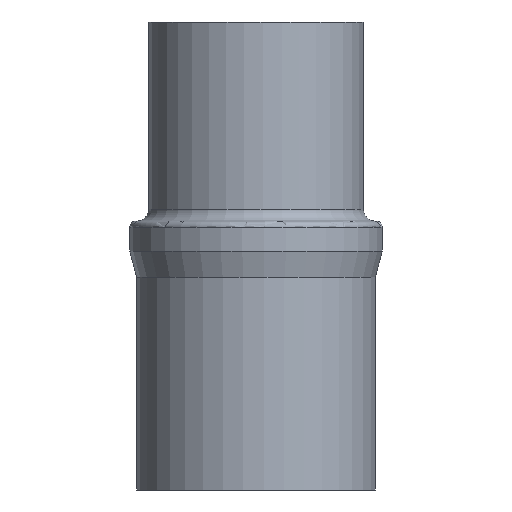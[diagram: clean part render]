
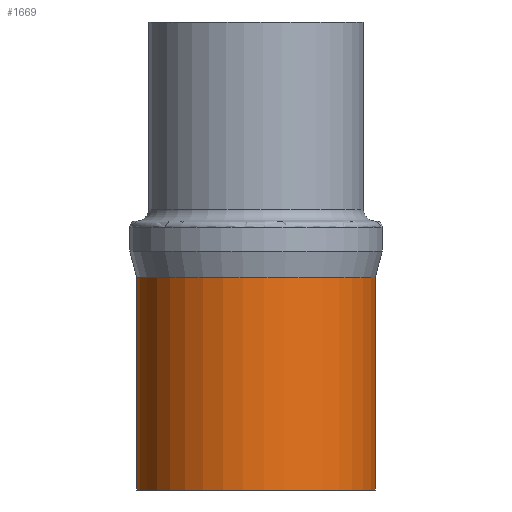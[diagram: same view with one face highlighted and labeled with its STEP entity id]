
A CAD part, front view. The second image highlights one B-rep face of the part: STEP entity #1669.
In plain terms, the highlighted cylindrical face has radius 6 mm (diameter 12 mm), a partial arc.
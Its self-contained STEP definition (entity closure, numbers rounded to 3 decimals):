
#61=AXIS2_PLACEMENT_3D('Circle Axis2P3D',#59,#60,$) ;
#1613=AXIS2_PLACEMENT_3D('Circle Axis2P3D',#1611,#1612,$) ;
#1651=AXIS2_PLACEMENT_3D('Cylinder Axis2P3D',#1648,#1649,#1650) ;
#42=CARTESIAN_POINT('Vertex',(12.337,6.747,10.694)) ;
#56=CARTESIAN_POINT('Vertex',(0.363,5.953,10.694)) ;
#59=CARTESIAN_POINT('Axis2P3D Location',(6.35,6.35,10.694)) ;
#1611=CARTESIAN_POINT('Axis2P3D Location',(6.35,6.35,0.)) ;
#1615=CARTESIAN_POINT('Vertex',(12.337,6.747,0.)) ;
#1617=CARTESIAN_POINT('Vertex',(0.363,5.953,0.)) ;
#1648=CARTESIAN_POINT('Axis2P3D Location',(6.35,6.35,12.41)) ;
#1653=CARTESIAN_POINT('Line Origine',(12.337,6.747,12.41)) ;
#1658=CARTESIAN_POINT('Line Origine',(0.363,5.953,12.41)) ;
#60=DIRECTION('Axis2P3D Direction',(0.,0.,1.)) ;
#1612=DIRECTION('Axis2P3D Direction',(0.,0.,-1.)) ;
#1649=DIRECTION('Axis2P3D Direction',(0.,0.,-1.)) ;
#1650=DIRECTION('Axis2P3D XDirection',(0.998,0.066,0.)) ;
#1654=DIRECTION('Vector Direction',(0.,0.,-1.)) ;
#1659=DIRECTION('Vector Direction',(0.,0.,-1.)) ;
#1655=VECTOR('Line Direction',#1654,1.) ;
#1660=VECTOR('Line Direction',#1659,1.) ;
#1664=ORIENTED_EDGE('',*,*,#1657,.T.) ;
#1665=ORIENTED_EDGE('',*,*,#63,.T.) ;
#1666=ORIENTED_EDGE('',*,*,#1662,.F.) ;
#1667=ORIENTED_EDGE('',*,*,#1619,.F.) ;
#1669=ADVANCED_FACE('Hauptk\X2\00F6\X0\rper',(#1668),#1652,.T.) ;
#62=CIRCLE('generated circle',#61,6.) ;
#1614=CIRCLE('generated circle',#1613,6.) ;
#1652=CYLINDRICAL_SURFACE('generated cylinder',#1651,6.) ;
#63=EDGE_CURVE('',#43,#57,#62,.F.) ;
#1619=EDGE_CURVE('',#1616,#1618,#1614,.T.) ;
#1657=EDGE_CURVE('',#1616,#43,#1656,.F.) ;
#1662=EDGE_CURVE('',#1618,#57,#1661,.F.) ;
#1663=EDGE_LOOP('',(#1664,#1665,#1666,#1667)) ;
#1668=FACE_OUTER_BOUND('',#1663,.T.) ;
#1656=LINE('Line',#1653,#1655) ;
#1661=LINE('Line',#1658,#1660) ;
#43=VERTEX_POINT('',#42) ;
#57=VERTEX_POINT('',#56) ;
#1616=VERTEX_POINT('',#1615) ;
#1618=VERTEX_POINT('',#1617) ;
